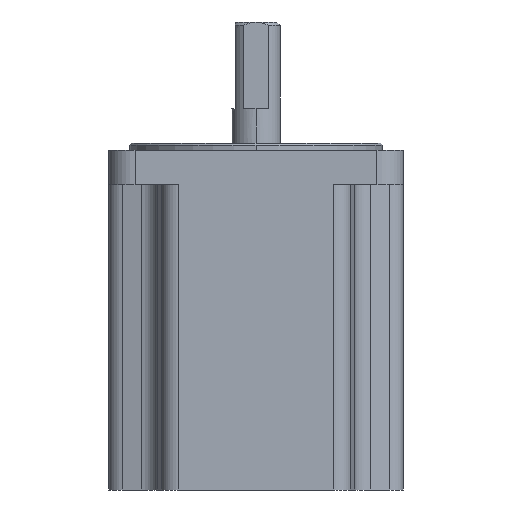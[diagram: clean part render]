
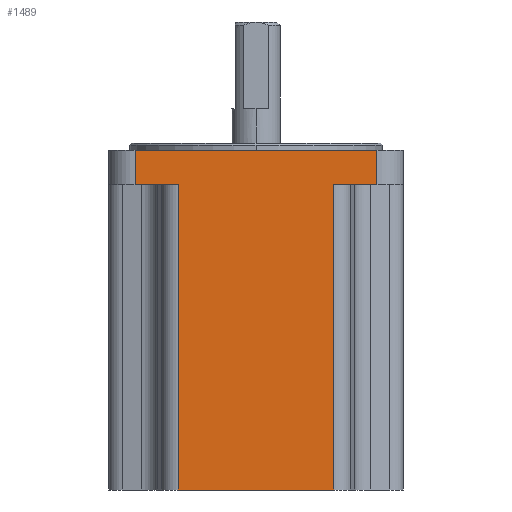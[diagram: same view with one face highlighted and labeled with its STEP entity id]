
A CAD part, left-side view. The second image highlights one B-rep face of the part: STEP entity #1489.
In plain terms, the highlighted planar face has unit normal (-1, 0, 0).
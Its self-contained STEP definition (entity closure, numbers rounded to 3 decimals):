
#20 = CARTESIAN_POINT ( 'NONE',  ( -42.5, -34.9, 98. ) ) ;
#21 = DIRECTION ( 'NONE',  ( 0., 0., -1. ) ) ;
#64 = CARTESIAN_POINT ( 'NONE',  ( -42.5, 34.9, 98. ) ) ;
#65 = DIRECTION ( 'NONE',  ( 0., 0., -1. ) ) ;
#66 = CARTESIAN_POINT ( 'NONE',  ( -42.5, -34.9, 98. ) ) ;
#67 = DIRECTION ( 'NONE',  ( 0., -1., 0. ) ) ;
#224 = CARTESIAN_POINT ( 'NONE',  ( -42.5, 22.358, 0. ) ) ;
#225 = DIRECTION ( 'NONE',  ( 0., 0., 1. ) ) ;
#228 = CARTESIAN_POINT ( 'NONE',  ( -42.5, -34.9, 0. ) ) ;
#229 = DIRECTION ( 'NONE',  ( 0., -1., 0. ) ) ;
#234 = CARTESIAN_POINT ( 'NONE',  ( -42.5, -22.358, 0. ) ) ;
#235 = DIRECTION ( 'NONE',  ( 0., 0., 1. ) ) ;
#364 = CARTESIAN_POINT ( 'NONE',  ( -42.5, 22.358, 88. ) ) ;
#365 = DIRECTION ( 'NONE',  ( 0., -1., 0. ) ) ;
#514 = CARTESIAN_POINT ( 'NONE',  ( -42.5, -34.9, 88. ) ) ;
#517 = DIRECTION ( 'NONE',  ( 0., -1., 0. ) ) ;
#535 = EDGE_LOOP ( 'NONE', ( #632, #631, #626, #612, #609, #605, #606, #607 ) ) ;
#605 = ORIENTED_EDGE ( 'NONE', *, *, #1499, .F. ) ;
#606 = ORIENTED_EDGE ( 'NONE', *, *, #1514, .F. ) ;
#607 = ORIENTED_EDGE ( 'NONE', *, *, #1513, .T. ) ;
#609 = ORIENTED_EDGE ( 'NONE', *, *, #1494, .T. ) ;
#612 = ORIENTED_EDGE ( 'NONE', *, *, #1582, .T. ) ;
#626 = ORIENTED_EDGE ( 'NONE', *, *, #1579, .T. ) ;
#631 = ORIENTED_EDGE ( 'NONE', *, *, #1577, .F. ) ;
#632 = ORIENTED_EDGE ( 'NONE', *, *, #1632, .T. ) ;
#836 = VERTEX_POINT ( 'NONE', #1795 ) ;
#837 = VERTEX_POINT ( 'NONE', #1796 ) ;
#838 = VERTEX_POINT ( 'NONE', #1797 ) ;
#839 = VERTEX_POINT ( 'NONE', #1798 ) ;
#840 = VERTEX_POINT ( 'NONE', #1799 ) ;
#841 = VERTEX_POINT ( 'NONE', #1800 ) ;
#842 = VERTEX_POINT ( 'NONE', #1801 ) ;
#843 = VERTEX_POINT ( 'NONE', #1802 ) ;
#1076 = AXIS2_PLACEMENT_3D ( 'NONE', #2099, #2108, #2106 ) ;
#1154 = VECTOR ( 'NONE', #67, 1000. ) ;
#1194 = FACE_OUTER_BOUND ( 'NONE', #535, .T. ) ;
#1205 = LINE ( 'NONE', #514, #1315 ) ;
#1216 = LINE ( 'NONE', #20, #1310 ) ;
#1215 = VECTOR ( 'NONE', #65, 1000. ) ;
#1310 = VECTOR ( 'NONE', #21, 1000. ) ;
#1315 = VECTOR ( 'NONE', #517, 1000. ) ;
#1322 = VECTOR ( 'NONE', #225, 1000. ) ;
#1339 = LINE ( 'NONE', #64, #1215 ) ;
#1380 = LINE ( 'NONE', #224, #1322 ) ;
#1389 = LINE ( 'NONE', #228, #1697 ) ;
#1393 = LINE ( 'NONE', #364, #2027 ) ;
#1424 = LINE ( 'NONE', #234, #1689 ) ;
#1428 = LINE ( 'NONE', #66, #1154 ) ;
#1489 = ADVANCED_FACE ( 'NONE', ( #1194 ), #2103, .F. ) ;
#1494 = EDGE_CURVE ( 'NONE', #840, #841, #1205, .T. ) ;
#1499 = EDGE_CURVE ( 'NONE', #842, #841, #1216, .T. ) ;
#1513 = EDGE_CURVE ( 'NONE', #843, #836, #1339, .T. ) ;
#1514 = EDGE_CURVE ( 'NONE', #843, #842, #1428, .T. ) ;
#1577 = EDGE_CURVE ( 'NONE', #838, #837, #1380, .T. ) ;
#1579 = EDGE_CURVE ( 'NONE', #838, #839, #1389, .T. ) ;
#1582 = EDGE_CURVE ( 'NONE', #839, #840, #1424, .T. ) ;
#1632 = EDGE_CURVE ( 'NONE', #836, #837, #1393, .T. ) ;
#1689 = VECTOR ( 'NONE', #235, 1000. ) ;
#1697 = VECTOR ( 'NONE', #229, 1000. ) ;
#1795 = CARTESIAN_POINT ( 'NONE',  ( -42.5, 34.9, 88. ) ) ;
#1796 = CARTESIAN_POINT ( 'NONE',  ( -42.5, 22.358, 88. ) ) ;
#1797 = CARTESIAN_POINT ( 'NONE',  ( -42.5, 22.358, 0. ) ) ;
#1798 = CARTESIAN_POINT ( 'NONE',  ( -42.5, -22.358, 0. ) ) ;
#1799 = CARTESIAN_POINT ( 'NONE',  ( -42.5, -22.358, 88. ) ) ;
#1800 = CARTESIAN_POINT ( 'NONE',  ( -42.5, -34.9, 88. ) ) ;
#1801 = CARTESIAN_POINT ( 'NONE',  ( -42.5, -34.9, 98. ) ) ;
#1802 = CARTESIAN_POINT ( 'NONE',  ( -42.5, 34.9, 98. ) ) ;
#2027 = VECTOR ( 'NONE', #365, 1000. ) ;
#2099 = CARTESIAN_POINT ( 'NONE',  ( -42.5, -34.9, 98. ) ) ;
#2103 = PLANE ( 'NONE',  #1076 ) ;
#2106 = DIRECTION ( 'NONE',  ( 0., 1., 0. ) ) ;
#2108 = DIRECTION ( 'NONE',  ( 1., 0., 0. ) ) ;
